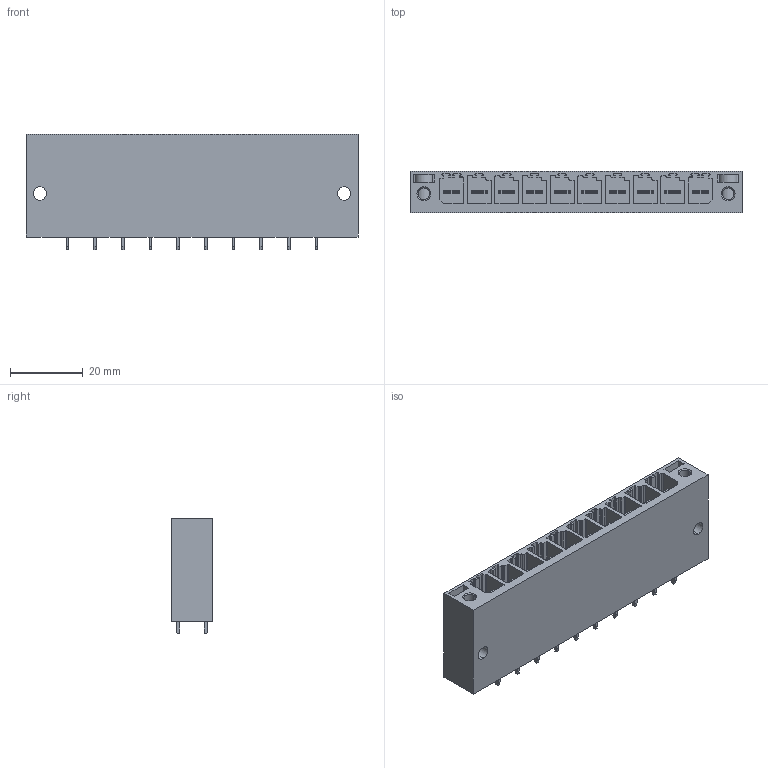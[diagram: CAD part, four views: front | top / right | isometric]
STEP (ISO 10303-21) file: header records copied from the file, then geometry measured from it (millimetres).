
FILE_DESCRIPTION(('CATIA V5 STEP Exchange','CAx-IF Rec.Pracs.--- Model Styling and Organization---1.2---2011-12-15'),'2;1');
FILE_NAME ('D1459417_0_1930790000_1930790000.stp','2018-11-29T03:59:06+00:00',('none'),('Weidmueller'),'CATIA Version 5-6 Release 2014','CATIA V5 STEP AP214','none');
FILE_SCHEMA(('AUTOMOTIVE_DESIGN { 1 0 10303 214 1 1 1 1 }'));
Length unit declared in the file: millimetre
Products named in the file (1): 1930790000
Bounding box: 91.44 x 11.4 x 31.8 mm (x, y, z)
Volume: 20526 mm3; surface area: 19873.4 mm2
Topology: 11 solids, 11 shells, 802 faces, 2304 edges, 1528 vertices
Faces by surface type: plane 662, cylinder 136, cone 4
Entity records: 20769 total; most frequent: ORIENTED_EDGE 4608, CARTESIAN_POINT 3405, DIRECTION 2478, EDGE_CURVE 1894, VECTOR 1638, LINE 1638, VERTEX_POINT 1218, EDGE_LOOP 858
